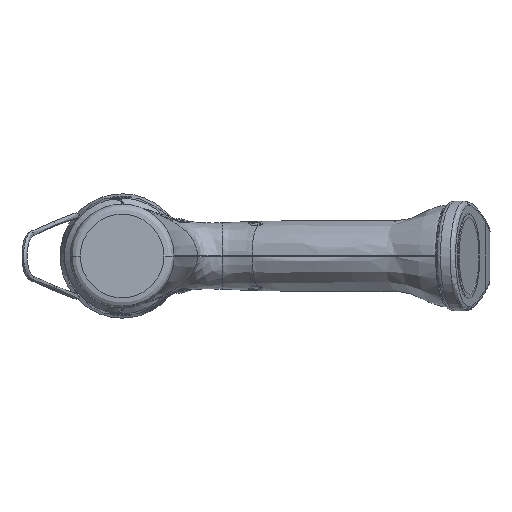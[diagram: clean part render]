
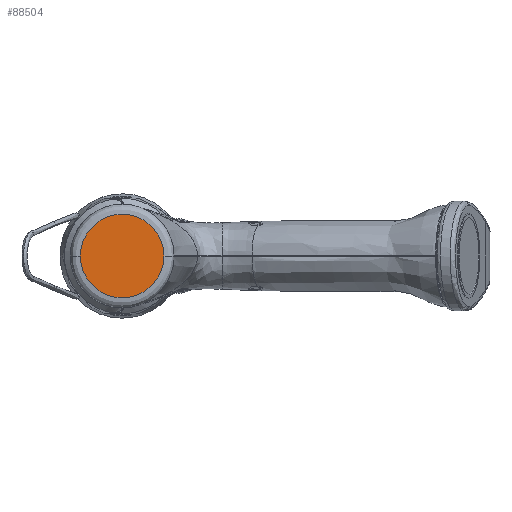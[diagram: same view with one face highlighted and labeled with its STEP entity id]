
A CAD part, left-side view. The second image highlights one B-rep face of the part: STEP entity #88504.
In plain terms, the highlighted planar face has unit normal (-1, 0, 0).
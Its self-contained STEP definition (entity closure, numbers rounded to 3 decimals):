
#88395=CARTESIAN_POINT('',(-187.204,-18.795,0.));
#88409=CARTESIAN_POINT('',(-187.204,18.795,0.));
#88423=CARTESIAN_POINT('',(-187.204,0.,0.));
#88424=DIRECTION('',(1.,0.,0.));
#88425=DIRECTION('',(0.,-1.,0.));
#88426=AXIS2_PLACEMENT_3D('',#88423,#88424,#88425);
#88428=CARTESIAN_POINT('',(-187.204,0.,0.));
#88429=DIRECTION('',(-1.,0.,0.));
#88430=DIRECTION('',(0.,-1.,0.));
#88431=AXIS2_PLACEMENT_3D('',#88428,#88429,#88430);
#88481=VERTEX_POINT('',#88395);
#88483=VERTEX_POINT('',#88409);
#88493=CARTESIAN_POINT('',(-187.204,0.,0.));
#88494=DIRECTION('',(-1.,0.,0.));
#88495=DIRECTION('',(0.,1.,0.));
#88496=AXIS2_PLACEMENT_3D('',#88493,#88494,#88495);
#88497=PLANE('',#88496);
#88499=ORIENTED_EDGE('',*,*,#88498,.T.);
#88501=ORIENTED_EDGE('',*,*,#88500,.F.);
#88502=EDGE_LOOP('',(#88499,#88501));
#88503=FACE_OUTER_BOUND('',#88502,.F.);
#88504=ADVANCED_FACE('',(#88503),#88497,.T.);
#88427=CIRCLE('',#88426,18.795);
#88432=CIRCLE('',#88431,18.795);
#88498=EDGE_CURVE('',#88481,#88483,#88427,.T.);
#88500=EDGE_CURVE('',#88481,#88483,#88432,.T.);
